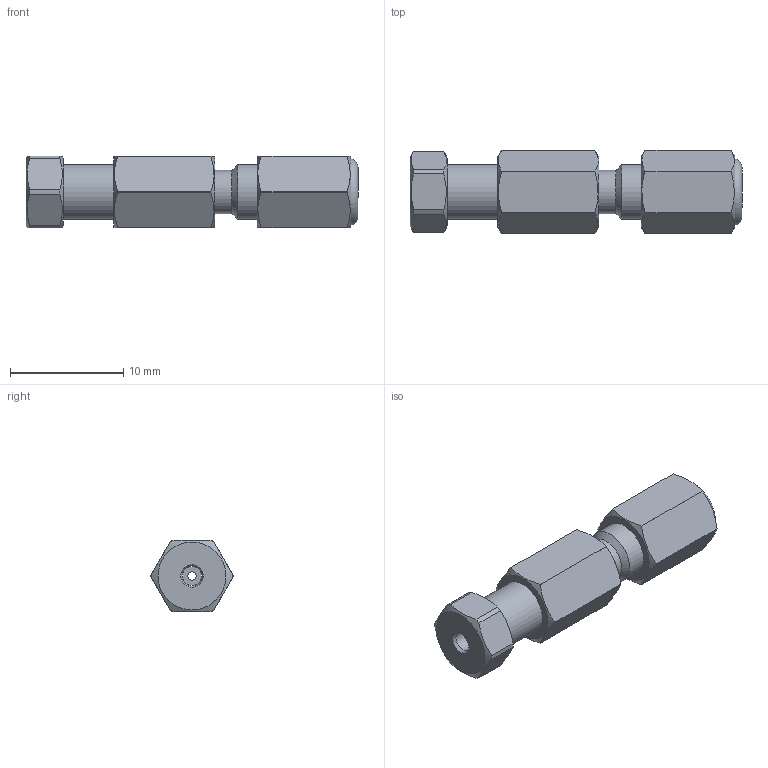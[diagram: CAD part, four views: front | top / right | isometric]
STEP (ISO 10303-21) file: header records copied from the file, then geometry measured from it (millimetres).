
FILE_DESCRIPTION((''),'2;1');
FILE_NAME('305008-EZU1 External-internal union.stp','2013-08-26T10:05:01',('Franzp'),(''),'Autodesk Inventor 2013','Autodesk Inventor 2013','');
FILE_SCHEMA(('AUTOMOTIVE_DESIGN { 1 0 10303 214 1 1 1 1 }'));
Length unit declared in the file: millimetre
Products named in the file (1): 305008_Shrinkwrap_1
Bounding box: 29.31 x 7.33 x 6.35 mm (x, y, z)
Surface area: 872.8 mm2 (no closed solid volume)
Topology: 0 solids, 7 shells, 51 faces, 164 edges, 111 vertices
Faces by surface type: plane 28, cylinder 11, cone 11, torus 1
Full cylindrical faces by diameter (mm): 1.727 x1, 1.73 x1, 3.82 x1, 4.826 x2
Entity records: 1730 total; most frequent: CARTESIAN_POINT 366, DIRECTION 274, ORIENTED_EDGE 216, EDGE_CURVE 139, AXIS2_PLACEMENT_3D 119, VERTEX_POINT 103, EDGE_LOOP 78, CIRCLE 67
